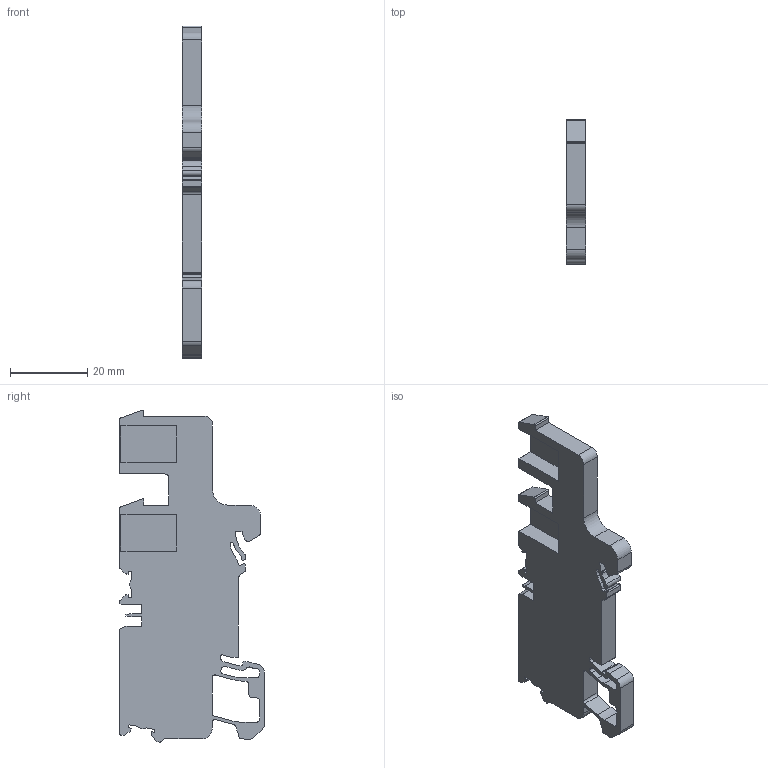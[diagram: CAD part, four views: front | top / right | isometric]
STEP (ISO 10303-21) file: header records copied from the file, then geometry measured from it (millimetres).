
FILE_DESCRIPTION (( 'STEP AP203' ), '1' );
FILE_NAME ('CX2.5-4-2B.STEP', '2024-12-05T07:54:25', ( '' ), ( '' ), 'SwSTEP 2.0', 'SolidWorks 2022', '' );
FILE_SCHEMA (( 'CONFIG_CONTROL_DESIGN' ));
Length unit declared in the file: millimetre
Products named in the file (1): CX2.5-4-2B
Bounding box: 5 x 37.4 x 85.97 mm (x, y, z)
Volume: 10029.5 mm3; surface area: 6783.9 mm2
Topology: 1 solids, 1 shells, 248 faces, 728 edges, 484 vertices
Faces by surface type: plane 142, cylinder 106
Entity records: 8357 total; most frequent: CARTESIAN_POINT 1461, ORIENTED_EDGE 1456, DIRECTION 1438, EDGE_CURVE 728, LINE 516, VECTOR 516, VERTEX_POINT 484, AXIS2_PLACEMENT_3D 461
